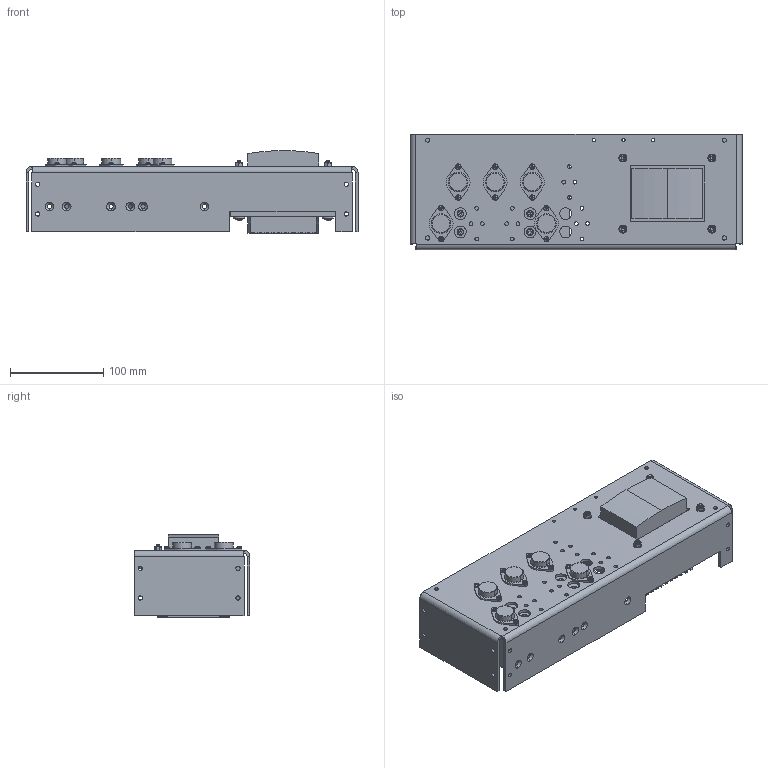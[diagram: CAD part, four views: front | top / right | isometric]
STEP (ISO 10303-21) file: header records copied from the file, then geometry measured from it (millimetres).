
FILE_DESCRIPTION (( 'STEP AP214' ), '1' );
FILE_NAME ('IHDD15-5.STEP', '2023-04-15T22:09:33', ( '' ), ( '' ), 'SwSTEP 2.0', 'SolidWorks 2023', '' );
FILE_SCHEMA (( 'AUTOMOTIVE_DESIGN' ));
Length unit declared in the file: inch
Products named in the file (1): IHDD15-5
Bounding box: 355.6 x 123.83 x 88.5 mm (x, y, z)
Volume: 1229597.8 mm3; surface area: 280907.2 mm2
Topology: 29 solids, 29 shells, 2102 faces, 5288 edges, 3376 vertices
Faces by surface type: plane 1210, cylinder 571, bspline 113, cone 108, torus 72, sphere 28
Entity records: 70251 total; most frequent: CARTESIAN_POINT 18552, DIRECTION 10712, ORIENTED_EDGE 10560, EDGE_CURVE 5280, AXIS2_PLACEMENT_3D 3788, VERTEX_POINT 3376, VECTOR 3136, LINE 3136
